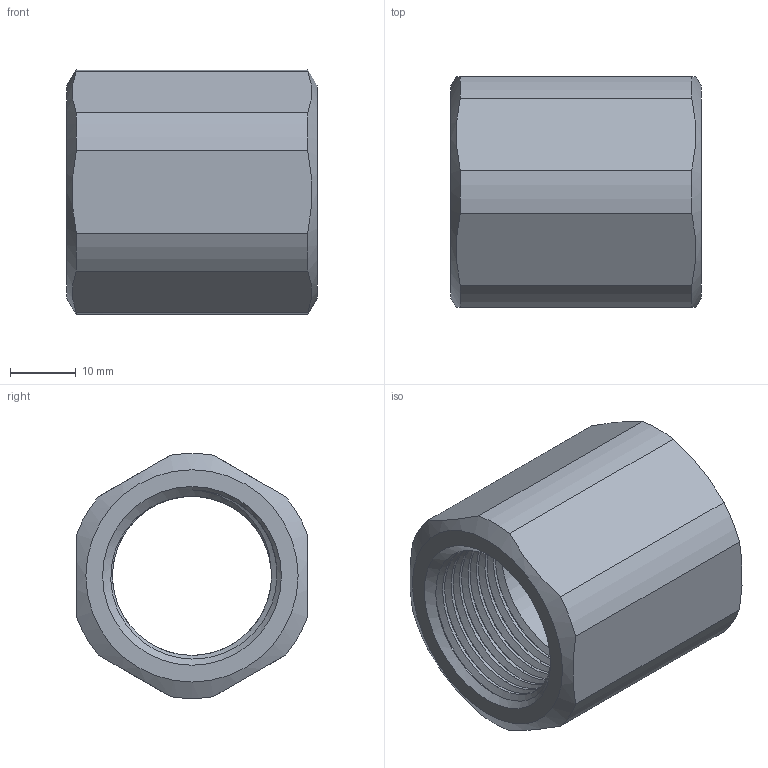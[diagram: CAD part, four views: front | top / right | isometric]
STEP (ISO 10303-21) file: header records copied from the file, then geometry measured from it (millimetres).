
FILE_DESCRIPTION(/* description */ ('Unknown'),/* implementation_level */ '2;1');
FILE_NAME(/* name */ 'R-406-DN20 R2',/* time_stamp */ '2020-11-10T08:41:56+08:00',/* author */ ('Unknown'),/* organization */ ('Unknown'),/* preprocessor_version */ 'ST-DEVELOPER v16.7',/* originating_system */ 'DEX',/* authorisation */ $);
FILE_SCHEMA (('AUTOMOTIVE_DESIGN {1 0 10303 214 3 1 1}'));
Length unit declared in the file: millimetre
Products named in the file (1): R-406-DN20 R2
Bounding box: 38 x 35 x 37.17 mm (x, y, z)
Volume: 20623.1 mm3; surface area: 9526.7 mm2
Topology: 1 solids, 1 shells, 42 faces, 151 edges, 111 vertices
Faces by surface type: cylinder 24, plane 10, bspline 4, cone 4
Full cylindrical faces by diameter (mm): 24.117 x14
Entity records: 6552 total; most frequent: CARTESIAN_POINT 5668, ORIENTED_EDGE 256, EDGE_CURVE 128, DIRECTION 112, VERTEX_POINT 108, AXIS2_PLACEMENT_3D 46, EDGE_LOOP 34, FACE_BOUND 34
